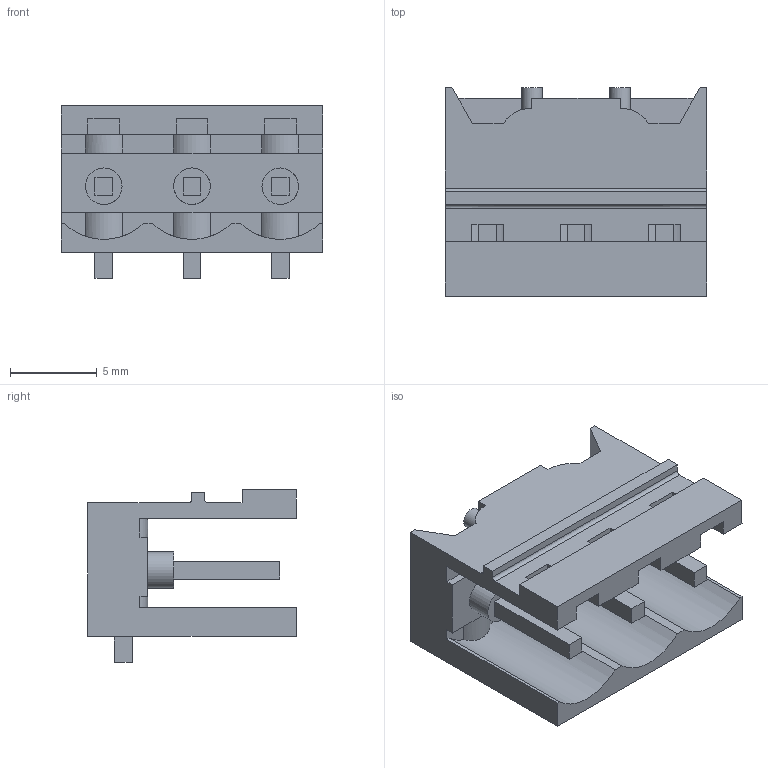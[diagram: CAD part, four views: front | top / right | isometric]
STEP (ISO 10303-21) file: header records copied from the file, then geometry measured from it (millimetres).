
FILE_DESCRIPTION(('CATIA V5 STEP Exchange','CAx-IF Rec.Pracs.--- Model Styling and Organization---1.4--- 2014-01-23'),'2;1');
FILE_NAME ('D1456770_0', '2019-01-09T09:58:15+00:00', ('none'), ('Weidmueller'), 'CATIA Version 5-6 Release 2016 SP3 HF44', 'CATIA V5 STEP AP214', 'none');
FILE_SCHEMA(('AUTOMOTIVE_DESIGN { 1 0 10303 214 1 1 1 1 }'));
Length unit declared in the file: millimetre
Products named in the file (1): 1821170000
Bounding box: 15.04 x 12 x 9.93 mm (x, y, z)
Volume: 538.9 mm3; surface area: 1319 mm2
Topology: 4 solids, 4 shells, 188 faces, 568 edges, 386 vertices
Faces by surface type: plane 156, cylinder 27, extrusion 5
Entity records: 6490 total; most frequent: CARTESIAN_POINT 1368, ORIENTED_EDGE 1136, DIRECTION 831, EDGE_CURVE 568, VECTOR 472, LINE 467, VERTEX_POINT 386, AXIS2_PLACEMENT_3D 213
